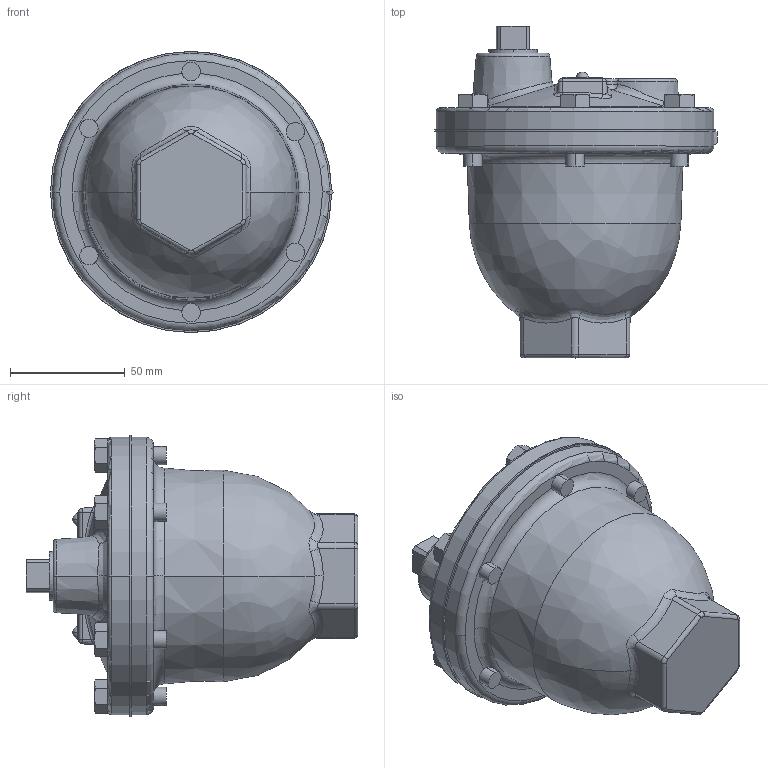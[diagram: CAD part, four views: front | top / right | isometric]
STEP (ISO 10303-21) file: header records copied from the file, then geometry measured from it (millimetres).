
FILE_DESCRIPTION((''),'2;1');
FILE_NAME('15A_SW0002','2023-09-13T11:48:06',('tbuffington'),(''),'CREO PARAMETRIC BY PTC INC, 2023072','CREO PARAMETRIC BY PTC INC, 2023072','');
FILE_SCHEMA(('AUTOMOTIVE_DESIGN { 1 0 10303 214 1 1 1 1 }'));
Length unit declared in the file: inch
Products named in the file (1): 15A_SW0002
Bounding box: 123.03 x 144.33 x 122.24 mm (x, y, z)
Volume: 738813.8 mm3; surface area: 53877.6 mm2
Topology: 1 solids, 1 shells, 250 faces, 602 edges, 358 vertices
Faces by surface type: plane 91, bspline 52, cone 48, cylinder 40, torus 13, sphere 6
Entity records: 14653 total; most frequent: CARTESIAN_POINT 7758, COLOUR_RGB 1328, ORIENTED_EDGE 1196, DIRECTION 1052, EDGE_CURVE 598, AXIS2_PLACEMENT_3D 426, VERTEX_POINT 358, EDGE_LOOP 258
